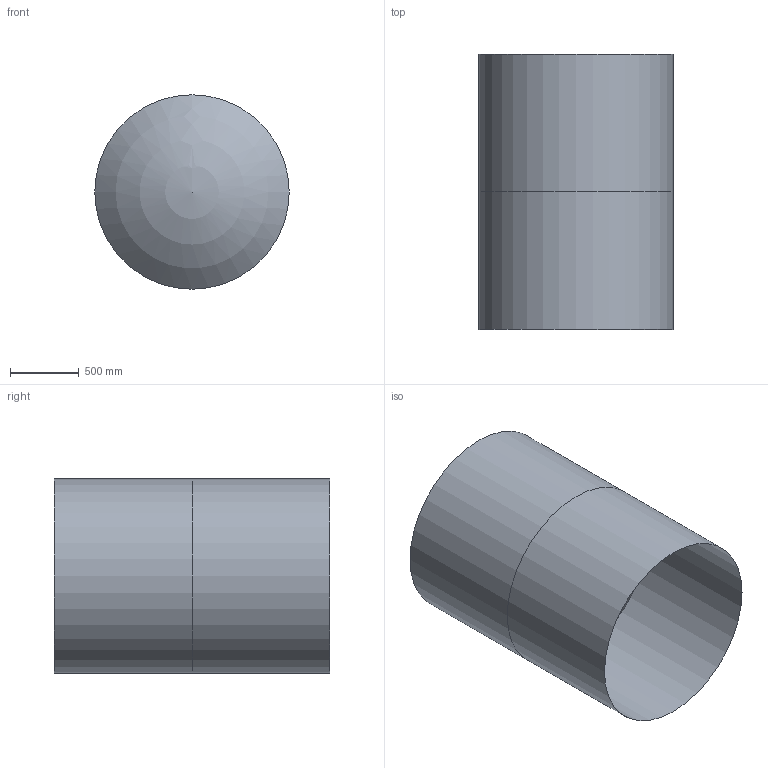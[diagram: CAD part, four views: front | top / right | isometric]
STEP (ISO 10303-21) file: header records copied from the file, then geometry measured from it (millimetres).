
FILE_DESCRIPTION(('STEP FEA test data geometry','AP203 class 4 - ManifoldSurfaces'),'2;1');
FILE_NAME('le9tbsrf.stp','2001-04-09 T20:21:00',('R. Goult'),('Caesar Systems','LMR Systems'),'Hand coded','Original NAFEMS data','R. Goult');
FILE_SCHEMA(('CONFIG_CONTROL_DESIGN'));
Length unit declared in the file: metre
Products named in the file (1): LE9surf
Bounding box: 1414.21 x 2000 x 1414.21 mm (x, y, z)
Surface area: 10726068.2 mm2 (no closed solid volume)
Topology: 0 solids, 2 shells, 2 faces, 7 edges, 5 vertices
Faces by surface type: sphere 1, cylinder 1
Full cylindrical faces by diameter (mm): 1414.214 x1
Entity records: 98 total; most frequent: CARTESIAN_POINT 7, CC_DESIGN_PERSON_AND_ORGANIZATION_ASSIGNMENT 5, PERSON_AND_ORGANIZATION_ROLE 5, AXIS2_PLACEMENT_3D 4, CC_DESIGN_APPROVAL 3, APPROVAL 3, APPROVAL_STATUS 3, APPROVAL_DATE_TIME 3
